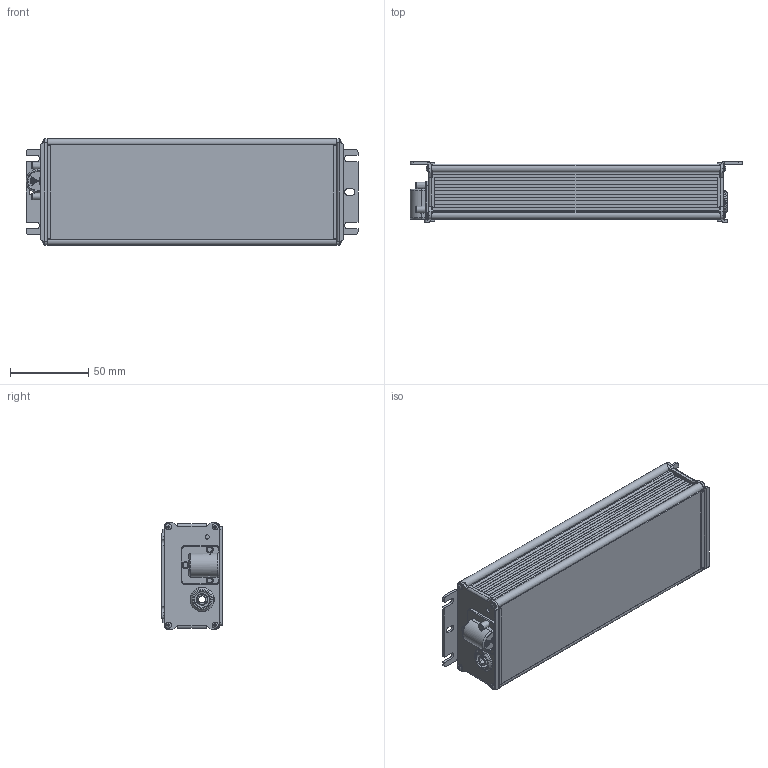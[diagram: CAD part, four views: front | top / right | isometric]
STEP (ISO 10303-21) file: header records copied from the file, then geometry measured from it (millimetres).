
FILE_DESCRIPTION(('Creo Elements/Direct Modeling STEP Export'),'2;1');
FILE_NAME('3D_M70.stp','2019-07-09T 8:06:40',(''),(''),'PTC Creo Elements/Direct Modeling STEP processor for AP214 (Solid Model)','PTC Creo Elements/Direct Modeling 19.0E 27-Jun-2016 (C) Parametric Technology GmbH','');
FILE_SCHEMA(('AUTOMOTIVE_DESIGN { 1 0 10303 214 1 1 1 1 }'));
Length unit declared in the file: millimetre
Products named in the file (2): 3D_M70
Assembly tree (1 placements, depth 2):
  3D_M70
    3D_M70
Bounding box: 212.6 x 38.6 x 68.51 mm (x, y, z)
Volume: 68590.3 mm3; surface area: 96530.4 mm2
Topology: 1 solids, 3 shells, 882 faces, 2257 edges, 1409 vertices
Faces by surface type: plane 461, cylinder 229, torus 95, cone 58, bspline 28, sphere 8, extrusion 3
Entity records: 29691 total; most frequent: CARTESIAN_POINT 5497, ORIENTED_EDGE 4486, DIRECTION 4164, EDGE_CURVE 2241, AXIS2_PLACEMENT_3D 1465, VERTEX_POINT 1409, VECTOR 1234, LINE 1231
